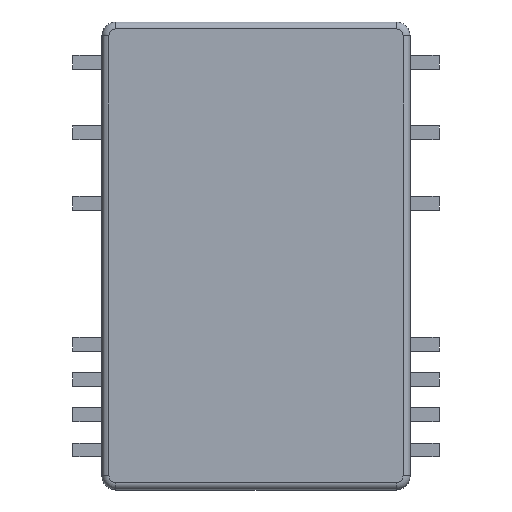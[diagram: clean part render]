
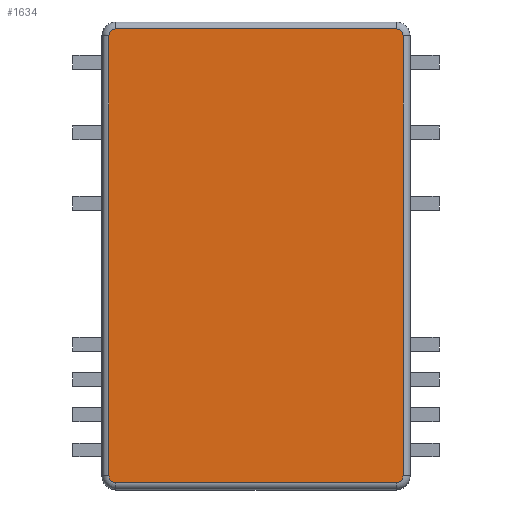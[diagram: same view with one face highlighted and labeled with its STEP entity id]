
A CAD part, top view. The second image highlights one B-rep face of the part: STEP entity #1634.
In plain terms, the highlighted planar face has unit normal (0, 0, 1).
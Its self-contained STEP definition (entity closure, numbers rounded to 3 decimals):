
#33=VECTOR('',#34,1.);
#34=DIRECTION('',(0.,1.,0.));
#45=DIRECTION('',(-1.,0.,0.));
#55=VECTOR('',#45,1.);
#87=DIRECTION('',(0.,-1.,0.));
#106=VECTOR('',#107,1.);
#107=DIRECTION('',(1.,0.,0.));
#157=VECTOR('',#87,1.);
#357=DIRECTION('',(0.,0.,1.));
#370=DIRECTION('',(0.,0.,1.));
#371=DIRECTION('',(0.,-1.,0.));
#375=DIRECTION('',(0.,1.,0.));
#1478=DIRECTION('',(-1.,0.,0.));
#1503=VERTEX_POINT('',#1504);
#1504=CARTESIAN_POINT('',(-10.6,15.85,16.1));
#1508=ORIENTED_EDGE('',*,*,#1509,.T.);
#1509=EDGE_CURVE('',#1503,#1510,#1512,.T.);
#1510=VERTEX_POINT('',#1511);
#1511=CARTESIAN_POINT('',(-10.6,-15.85,16.1));
#1512=LINE('',#1504,#157);
#1565=DIRECTION('',(1.,0.,0.));
#1573=VERTEX_POINT('',#1574);
#1574=CARTESIAN_POINT('',(10.6,-15.85,16.1));
#1578=ORIENTED_EDGE('',*,*,#1579,.T.);
#1579=EDGE_CURVE('',#1573,#1580,#1582,.T.);
#1580=VERTEX_POINT('',#1581);
#1581=CARTESIAN_POINT('',(10.6,15.85,16.1));
#1582=LINE('',#1574,#33);
#1607=VERTEX_POINT('',#1608);
#1608=CARTESIAN_POINT('',(-10.1,-16.35,16.1));
#1613=EDGE_CURVE('',#1510,#1607,#1614,.T.);
#1614=CIRCLE('',#1615,0.5);
#1615=AXIS2_PLACEMENT_3D('',#1616,#357,#1478);
#1616=CARTESIAN_POINT('',(-10.1,-15.85,16.1));
#1623=VERTEX_POINT('',#1624);
#1624=CARTESIAN_POINT('',(-10.1,16.35,16.1));
#1629=EDGE_CURVE('',#1623,#1503,#1630,.T.);
#1630=CIRCLE('',#1631,0.5);
#1631=AXIS2_PLACEMENT_3D('',#1632,#357,#375);
#1632=CARTESIAN_POINT('',(-10.1,15.85,16.1));
#1634=ADVANCED_FACE('',(#1635),#1659,.T.);
#1635=FACE_BOUND('',#1636,.T.);
#1636=EDGE_LOOP('',(#1637,#1642,#1508,#1643,#1644,#1649,#1578,#1654));
#1637=ORIENTED_EDGE('',*,*,#1638,.T.);
#1638=EDGE_CURVE('',#1639,#1623,#1641,.T.);
#1639=VERTEX_POINT('',#1640);
#1640=CARTESIAN_POINT('',(10.1,16.35,16.1));
#1641=LINE('',#1640,#55);
#1642=ORIENTED_EDGE('',*,*,#1629,.T.);
#1643=ORIENTED_EDGE('',*,*,#1613,.T.);
#1644=ORIENTED_EDGE('',*,*,#1645,.T.);
#1645=EDGE_CURVE('',#1607,#1646,#1648,.T.);
#1646=VERTEX_POINT('',#1647);
#1647=CARTESIAN_POINT('',(10.1,-16.35,16.1));
#1648=LINE('',#1608,#106);
#1649=ORIENTED_EDGE('',*,*,#1650,.T.);
#1650=EDGE_CURVE('',#1646,#1573,#1651,.T.);
#1651=CIRCLE('',#1652,0.5);
#1652=AXIS2_PLACEMENT_3D('',#1653,#370,#371);
#1653=CARTESIAN_POINT('',(10.1,-15.85,16.1));
#1654=ORIENTED_EDGE('',*,*,#1655,.T.);
#1655=EDGE_CURVE('',#1580,#1639,#1656,.T.);
#1656=CIRCLE('',#1657,0.5);
#1657=AXIS2_PLACEMENT_3D('',#1658,#357,#1565);
#1658=CARTESIAN_POINT('',(10.1,15.85,16.1));
#1659=PLANE('',#1660);
#1660=AXIS2_PLACEMENT_3D('',#1661,#357,#375);
#1661=CARTESIAN_POINT('',(0.,0.,16.1));
